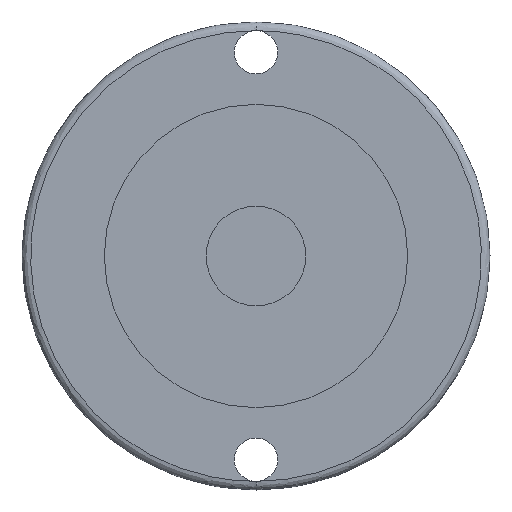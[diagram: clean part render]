
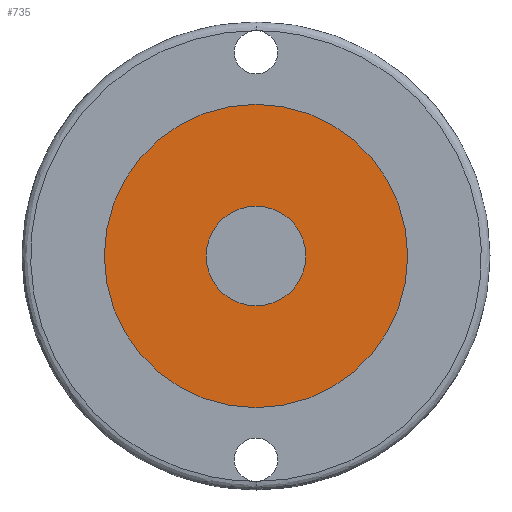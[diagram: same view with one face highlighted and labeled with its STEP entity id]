
A CAD part, front view. The second image highlights one B-rep face of the part: STEP entity #735.
In plain terms, the highlighted planar face has unit normal (0, -1, 0).
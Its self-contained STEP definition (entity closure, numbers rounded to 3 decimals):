
#16 = EDGE_CURVE ( 'NONE', #1232, #1205, #124, .T. ) ;
#56 = CIRCLE ( 'NONE', #423, 11.5 ) ;
#102 = DIRECTION ( 'NONE',  ( 0., -1., 0. ) ) ;
#103 = DIRECTION ( 'NONE',  ( 0., 0., -1. ) ) ;
#107 = CARTESIAN_POINT ( 'NONE',  ( 0., 0.4, 0. ) ) ;
#124 = CIRCLE ( 'NONE', #380, 35. ) ;
#164 = VERTEX_POINT ( 'NONE', #1290 ) ;
#168 = DIRECTION ( 'NONE',  ( 0., 0., 1. ) ) ;
#193 = EDGE_CURVE ( 'NONE', #354, #164, #56, .T. ) ;
#318 = ORIENTED_EDGE ( 'NONE', *, *, #193, .F. ) ;
#322 = ORIENTED_EDGE ( 'NONE', *, *, #16, .T. ) ;
#329 = ORIENTED_EDGE ( 'NONE', *, *, #330, .T. ) ;
#330 = EDGE_CURVE ( 'NONE', #1205, #1232, #1073, .T. ) ;
#354 = VERTEX_POINT ( 'NONE', #526 ) ;
#380 = AXIS2_PLACEMENT_3D ( 'NONE', #1489, #1490, #1481 ) ;
#383 = EDGE_LOOP ( 'NONE', ( #318, #1071 ) ) ;
#407 = EDGE_CURVE ( 'NONE', #164, #354, #1419, .T. ) ;
#423 = AXIS2_PLACEMENT_3D ( 'NONE', #1254, #1252, #1251 ) ;
#526 = CARTESIAN_POINT ( 'NONE',  ( 0., 0.4, -11.5 ) ) ;
#535 = FACE_BOUND ( 'NONE', #383, .T. ) ;
#538 = DIRECTION ( 'NONE',  ( 0., 0., -1. ) ) ;
#541 = DIRECTION ( 'NONE',  ( 0., -1., 0. ) ) ;
#543 = CARTESIAN_POINT ( 'NONE',  ( 0., 0.4, 0. ) ) ;
#551 = EDGE_LOOP ( 'NONE', ( #329, #322 ) ) ;
#571 = AXIS2_PLACEMENT_3D ( 'NONE', #543, #541, #538 ) ;
#602 = AXIS2_PLACEMENT_3D ( 'NONE', #107, #102, #103 ) ;
#735 = ADVANCED_FACE ( 'NONE', ( #1194, #535 ), #1310, .F. ) ;
#1071 = ORIENTED_EDGE ( 'NONE', *, *, #407, .F. ) ;
#1073 = CIRCLE ( 'NONE', #571, 35. ) ;
#1178 = CARTESIAN_POINT ( 'NONE',  ( 35., 0.4, 0. ) ) ;
#1194 = FACE_OUTER_BOUND ( 'NONE', #551, .T. ) ;
#1205 = VERTEX_POINT ( 'NONE', #1492 ) ;
#1207 = DIRECTION ( 'NONE',  ( 0., 1., 0. ) ) ;
#1232 = VERTEX_POINT ( 'NONE', #1493 ) ;
#1251 = DIRECTION ( 'NONE',  ( 0., 0., -1. ) ) ;
#1252 = DIRECTION ( 'NONE',  ( 0., -1., 0. ) ) ;
#1254 = CARTESIAN_POINT ( 'NONE',  ( 0., 0.4, 0. ) ) ;
#1290 = CARTESIAN_POINT ( 'NONE',  ( 0., 0.4, 11.5 ) ) ;
#1310 = PLANE ( 'NONE',  #1601 ) ;
#1419 = CIRCLE ( 'NONE', #602, 11.5 ) ;
#1481 = DIRECTION ( 'NONE',  ( 0., 0., -1. ) ) ;
#1489 = CARTESIAN_POINT ( 'NONE',  ( 0., 0.4, 0. ) ) ;
#1490 = DIRECTION ( 'NONE',  ( 0., -1., 0. ) ) ;
#1492 = CARTESIAN_POINT ( 'NONE',  ( 0., 0.4, -35. ) ) ;
#1493 = CARTESIAN_POINT ( 'NONE',  ( 0., 0.4, 35. ) ) ;
#1601 = AXIS2_PLACEMENT_3D ( 'NONE', #1178, #1207, #168 ) ;
